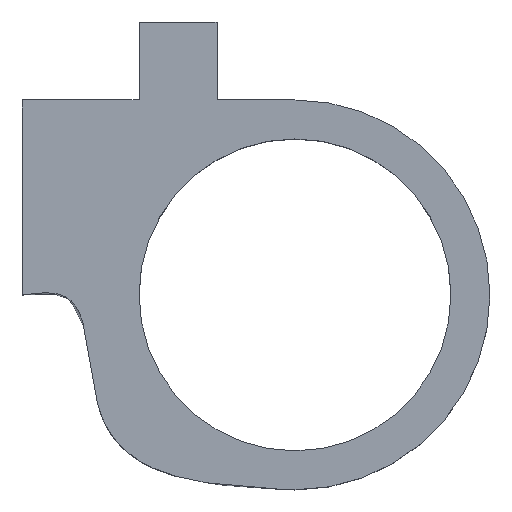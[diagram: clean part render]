
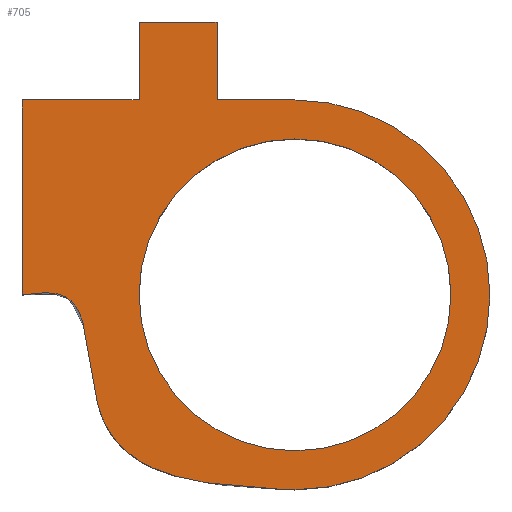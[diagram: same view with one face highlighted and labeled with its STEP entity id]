
A CAD part, top view. The second image highlights one B-rep face of the part: STEP entity #705.
In plain terms, the highlighted planar face has unit normal (0, 0, 1).
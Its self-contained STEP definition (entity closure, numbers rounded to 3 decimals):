
#336=CARTESIAN_POINT('',(130.0,-100.0,15.0));
#337=VERTEX_POINT('',#336);
#338=CARTESIAN_POINT('',(110.0,-100.0,15.0));
#339=DIRECTION('',(0.0,0.0,-1.0));
#340=DIRECTION('',(1.0,0.0,0.0));
#341=AXIS2_PLACEMENT_3D('',#338,#339,#340);
#342=CIRCLE('',#341,20.0);
#343=EDGE_CURVE('',#337,#337,#342,.T.);
#364=CARTESIAN_POINT('',(100.0,-65.0,15.0));
#365=VERTEX_POINT('',#364);
#366=CARTESIAN_POINT('',(100.0,-75.0,15.0));
#367=VERTEX_POINT('',#366);
#368=CARTESIAN_POINT('',(100.0,-65.0,15.0));
#369=DIRECTION('',(0.0,-1.0,0.0));
#370=VECTOR('',#369,10.0);
#371=LINE('',#368,#370);
#372=EDGE_CURVE('',#365,#367,#371,.T.);
#404=CARTESIAN_POINT('',(110.0,-75.0,15.0));
#405=VERTEX_POINT('',#404);
#406=CARTESIAN_POINT('',(100.0,-75.0,15.0));
#407=DIRECTION('',(1.0,0.0,0.0));
#408=VECTOR('',#407,10.0);
#409=LINE('',#406,#408);
#410=EDGE_CURVE('',#367,#405,#409,.T.);
#435=CARTESIAN_POINT('',(110.0,-125.0,15.0));
#436=VERTEX_POINT('',#435);
#437=CARTESIAN_POINT('',(110.0,-100.0,15.0));
#438=DIRECTION('',(0.0,0.0,-1.0));
#439=DIRECTION('',(0.0,-1.0,0.0));
#440=AXIS2_PLACEMENT_3D('',#437,#438,#439);
#441=CIRCLE('',#440,25.0);
#442=EDGE_CURVE('',#405,#436,#441,.T.);
#472=CARTESIAN_POINT('',(107.748,-124.898,15.0));
#473=VERTEX_POINT('',#472);
#474=CARTESIAN_POINT('',(110.0,-125.0,15.0));
#475=CARTESIAN_POINT('',(109.249,-124.967,15.0));
#476=CARTESIAN_POINT('',(108.497,-124.934,15.0));
#477=CARTESIAN_POINT('',(107.748,-124.898,15.0));
#478=B_SPLINE_CURVE_WITH_KNOTS('',3,(#474,#475,#476,#477),.UNSPECIFIED.,.F.,.U.,(4,4),(4.59,4.774),.UNSPECIFIED.);
#479=EDGE_CURVE('',#436,#473,#478,.T.);
#513=CARTESIAN_POINT('',(75.0,-100.0,15.0));
#514=VERTEX_POINT('',#513);
#515=CARTESIAN_POINT('',(107.748,-124.898,15.0));
#516=CARTESIAN_POINT('',(97.549,-124.412,15.0));
#517=CARTESIAN_POINT('',(81.691,-122.792,15.0));
#518=CARTESIAN_POINT('',(84.49,-98.827,15.0));
#519=CARTESIAN_POINT('',(76.838,-99.773,15.0));
#520=CARTESIAN_POINT('',(75.0,-100.0,15.0));
#521=B_SPLINE_CURVE_WITH_KNOTS('',3,(#515,#516,#517,#518,#519,#520),.UNSPECIFIED.,.F.,.U.,(4,1,1,4),(0.0,2.508,4.09,4.59),.UNSPECIFIED.);
#522=EDGE_CURVE('',#473,#514,#521,.T.);
#553=CARTESIAN_POINT('',(75.0,-75.0,15.0));
#554=VERTEX_POINT('',#553);
#555=CARTESIAN_POINT('',(75.0,-100.0,15.0));
#556=DIRECTION('',(0.0,1.0,0.0));
#557=VECTOR('',#556,25.0);
#558=LINE('',#555,#557);
#559=EDGE_CURVE('',#514,#554,#558,.T.);
#584=CARTESIAN_POINT('',(90.0,-75.0,15.0));
#585=VERTEX_POINT('',#584);
#586=CARTESIAN_POINT('',(75.0,-75.0,15.0));
#587=DIRECTION('',(1.0,0.0,0.0));
#588=VECTOR('',#587,15.0);
#589=LINE('',#586,#588);
#590=EDGE_CURVE('',#554,#585,#589,.T.);
#618=CARTESIAN_POINT('',(90.0,-65.0,15.0));
#619=VERTEX_POINT('',#618);
#620=CARTESIAN_POINT('',(90.0,-75.0,15.0));
#621=DIRECTION('',(0.0,1.0,0.0));
#622=VECTOR('',#621,10.0);
#623=LINE('',#620,#622);
#624=EDGE_CURVE('',#585,#619,#623,.T.);
#649=CARTESIAN_POINT('',(90.0,-65.0,15.0));
#650=DIRECTION('',(1.0,0.0,0.0));
#651=VECTOR('',#650,10.0);
#652=LINE('',#649,#651);
#653=EDGE_CURVE('',#619,#365,#652,.T.);
#686=CARTESIAN_POINT('',(102.,-94.455,15.0));
#687=DIRECTION('',(0.0,0.0,1.0));
#688=DIRECTION('',(1.0,0.0,0.0));
#689=AXIS2_PLACEMENT_3D('',#686,#687,#688);
#690=PLANE('',#689);
#691=ORIENTED_EDGE('',*,*,#372,.F.);
#692=ORIENTED_EDGE('',*,*,#653,.F.);
#693=ORIENTED_EDGE('',*,*,#624,.F.);
#694=ORIENTED_EDGE('',*,*,#590,.F.);
#695=ORIENTED_EDGE('',*,*,#559,.F.);
#696=ORIENTED_EDGE('',*,*,#522,.F.);
#697=ORIENTED_EDGE('',*,*,#479,.F.);
#698=ORIENTED_EDGE('',*,*,#442,.F.);
#699=ORIENTED_EDGE('',*,*,#410,.F.);
#700=EDGE_LOOP('',(#691,#692,#693,#694,#695,#696,#697,#698,#699));
#701=FACE_OUTER_BOUND('',#700,.T.);
#702=ORIENTED_EDGE('',*,*,#343,.T.);
#703=EDGE_LOOP('',(#702));
#704=FACE_BOUND('',#703,.T.);
#705=ADVANCED_FACE('',(#701,#704),#690,.T.);
